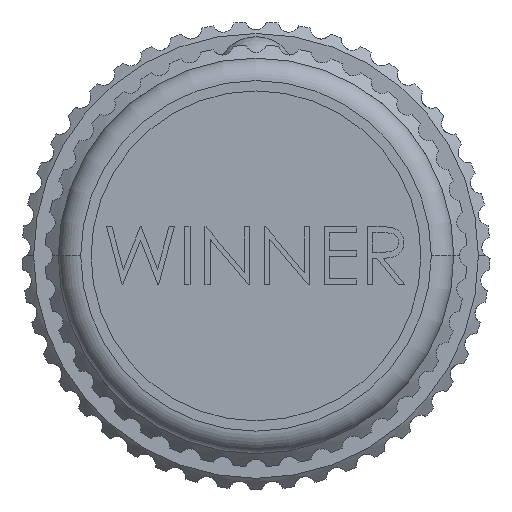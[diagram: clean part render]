
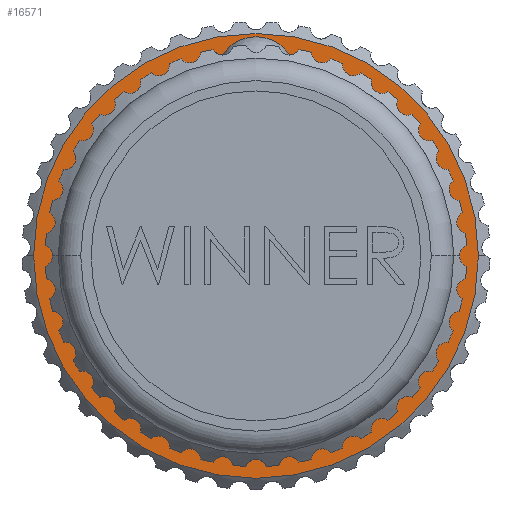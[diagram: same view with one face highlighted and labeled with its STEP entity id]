
A CAD part, left-side view. The second image highlights one B-rep face of the part: STEP entity #16571.
In plain terms, the highlighted planar face has unit normal (-1, 0, 0).
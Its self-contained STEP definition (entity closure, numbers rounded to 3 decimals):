
#188 = DIRECTION ( 'NONE',  ( 0., 1., 0. ) ) ;
#605 = ORIENTED_EDGE ( 'NONE', *, *, #3288, .T. ) ;
#1112 = CARTESIAN_POINT ( 'NONE',  ( -7.9, 4.299, 0.244 ) ) ;
#1227 = B_SPLINE_CURVE_WITH_KNOTS ( 'NONE', 3,
 ( #18995, #5763, #8219, #27337, #21062, #7856, #1546, #10191, #1451, #25196, #14518, #27435, #16751, #10013, #3637, #14715, #12161, #25379, #27154, #14616 ),
 .UNSPECIFIED., .F., .F.,
 ( 4, 2, 2, 2, 2, 2, 2, 2, 2, 4 ),
 ( 0., 0.001, 0.002, 0.002, 0.003, 0.004, 0.005, 0.006, 0.008, 0.009 ),
 .UNSPECIFIED. ) ;
#1309 = CARTESIAN_POINT ( 'NONE',  ( -7.9, 3.573, -2.759 ) ) ;
#1451 = CARTESIAN_POINT ( 'NONE',  ( -7.9, 2.686, 3.205 ) ) ;
#1455 = CARTESIAN_POINT ( 'NONE',  ( -7.9, -4.53, 0.01 ) ) ;
#1546 = CARTESIAN_POINT ( 'NONE',  ( -7.9, 3.307, 2.563 ) ) ;
#1644 = CARTESIAN_POINT ( 'NONE',  ( -7.9, -4.53, -0.552 ) ) ;
#2903 = CARTESIAN_POINT ( 'NONE',  ( -7.9, -15.3, 0. ) ) ;
#3288 = EDGE_CURVE ( 'NONE', #10566, #12916, #19593, .T. ) ;
#3479 = CARTESIAN_POINT ( 'NONE',  ( -7.9, 1.075, -4.575 ) ) ;
#3572 = CARTESIAN_POINT ( 'NONE',  ( -7.9, 4.316, -0.614 ) ) ;
#3637 = CARTESIAN_POINT ( 'NONE',  ( -7.9, -0.33, 4.175 ) ) ;
#3726 = CARTESIAN_POINT ( 'NONE',  ( -7.9, -3.676, 2.352 ) ) ;
#4210 = VERTEX_POINT ( 'NONE', #15397 ) ;
#4517 = CARTESIAN_POINT ( 'NONE',  ( -7.9, 1.075, -4.575 ) ) ;
#4678 = AXIS2_PLACEMENT_3D ( 'NONE', #24614, #22829, #18137 ) ;
#5625 = CARTESIAN_POINT ( 'NONE',  ( -7.9, 3.029, -3.422 ) ) ;
#5630 = DIRECTION ( 'NONE',  ( 0., 0., 1. ) ) ;
#5684 = CARTESIAN_POINT ( 'NONE',  ( -7.9, -2.899, 3.158 ) ) ;
#5748 = ORIENTED_EDGE ( 'NONE', *, *, #18852, .F. ) ;
#5763 = CARTESIAN_POINT ( 'NONE',  ( -7.9, 4.088, 1.16 ) ) ;
#5804 = CARTESIAN_POINT ( 'NONE',  ( -7.9, 0., 0. ) ) ;
#5956 = CARTESIAN_POINT ( 'NONE',  ( -7.9, -4.153, -2.195 ) ) ;
#6526 = AXIS2_PLACEMENT_3D ( 'NONE', #5804, #9853, #5630 ) ;
#6634 = FACE_OUTER_BOUND ( 'NONE', #12410, .T. ) ;
#7433 = EDGE_CURVE ( 'NONE', #26550, #12487, #1227, .T. ) ;
#7856 = CARTESIAN_POINT ( 'NONE',  ( -7.9, 3.419, 2.42 ) ) ;
#8219 = CARTESIAN_POINT ( 'NONE',  ( -7.9, 3.96, 1.498 ) ) ;
#9269 = ORIENTED_EDGE ( 'NONE', *, *, #7433, .T. ) ;
#9850 = CARTESIAN_POINT ( 'NONE',  ( -7.9, 4.181, 0.81 ) ) ;
#9853 = DIRECTION ( 'NONE',  ( -1., 0., 0. ) ) ;
#10013 = CARTESIAN_POINT ( 'NONE',  ( -7.9, 0.034, 4.182 ) ) ;
#10040 = DIRECTION ( 'NONE',  ( -1., 0., 0. ) ) ;
#10111 = CARTESIAN_POINT ( 'NONE',  ( -7.9, -2.667, 3.32 ) ) ;
#10129 = DIRECTION ( 'NONE',  ( 0., -1., 0. ) ) ;
#10191 = CARTESIAN_POINT ( 'NONE',  ( -7.9, 2.951, 2.968 ) ) ;
#10566 = VERTEX_POINT ( 'NONE', #2903 ) ;
#11953 = CARTESIAN_POINT ( 'NONE',  ( -7.9, 15.3, 0. ) ) ;
#12112 = CARTESIAN_POINT ( 'NONE',  ( -7.9, 2.367, -3.971 ) ) ;
#12161 = CARTESIAN_POINT ( 'NONE',  ( -7.9, -1.39, 3.976 ) ) ;
#12169 = CARTESIAN_POINT ( 'NONE',  ( -7.9, -2.667, 3.32 ) ) ;
#12287 = CARTESIAN_POINT ( 'NONE',  ( -7.9, 1.352, -4.492 ) ) ;
#12410 = EDGE_LOOP ( 'NONE', ( #15137, #605 ) ) ;
#12487 = VERTEX_POINT ( 'NONE', #10111 ) ;
#12893 = DIRECTION ( 'NONE',  ( -1., 0., 0. ) ) ;
#12916 = VERTEX_POINT ( 'NONE', #11953 ) ;
#13094 = CARTESIAN_POINT ( 'NONE',  ( -7.9, 5.05, 0. ) ) ;
#13337 = VERTEX_POINT ( 'NONE', #4517 ) ;
#14018 = CARTESIAN_POINT ( 'NONE',  ( -7.9, 4.329, -0.33 ) ) ;
#14110 = CARTESIAN_POINT ( 'NONE',  ( -7.9, 2.123, -4.124 ) ) ;
#14129 = EDGE_CURVE ( 'NONE', #12916, #10566, #21500, .T. ) ;
#14174 = CARTESIAN_POINT ( 'NONE',  ( -7.9, -4.399, 0.838 ) ) ;
#14197 = CARTESIAN_POINT ( 'NONE',  ( -7.9, 3.404, -2.994 ) ) ;
#14258 = CARTESIAN_POINT ( 'NONE',  ( -7.9, -3.5, 2.574 ) ) ;
#14439 = CARTESIAN_POINT ( 'NONE',  ( -7.9, -4.504, 0.288 ) ) ;
#14518 = CARTESIAN_POINT ( 'NONE',  ( -7.9, 1.773, 3.779 ) ) ;
#14526 = CARTESIAN_POINT ( 'NONE',  ( -7.9, -4.11, 1.632 ) ) ;
#14616 = CARTESIAN_POINT ( 'NONE',  ( -7.9, -2.667, 3.32 ) ) ;
#14715 = CARTESIAN_POINT ( 'NONE',  ( -7.9, -1.046, 4.071 ) ) ;
#15137 = ORIENTED_EDGE ( 'NONE', *, *, #14129, .T. ) ;
#15368 = CIRCLE ( 'NONE', #6526, 4.7 ) ;
#15397 = CARTESIAN_POINT ( 'NONE',  ( -7.9, -3.861, -2.68 ) ) ;
#16388 = FACE_BOUND ( 'NONE', #18265, .T. ) ;
#16428 = CARTESIAN_POINT ( 'NONE',  ( -7.9, 3.98, -2.003 ) ) ;
#16510 = CARTESIAN_POINT ( 'NONE',  ( -7.9, 2.822, -3.618 ) ) ;
#16571 = ADVANCED_FACE ( 'NONE', ( #6634, #16388 ), #25635, .T. ) ;
#16662 = CARTESIAN_POINT ( 'NONE',  ( -7.9, -4.504, -0.835 ) ) ;
#16751 = CARTESIAN_POINT ( 'NONE',  ( -7.9, 0.746, 4.108 ) ) ;
#16902 = EDGE_CURVE ( 'NONE', #13337, #26550, #24650, .T. ) ;
#16944 = ORIENTED_EDGE ( 'NONE', *, *, #16902, .T. ) ;
#18137 = DIRECTION ( 'NONE',  ( 0., -1., 0. ) ) ;
#18265 = EDGE_LOOP ( 'NONE', ( #9269, #23283, #5748, #16944 ) ) ;
#18567 = CARTESIAN_POINT ( 'NONE',  ( -7.9, 4.255, 0.531 ) ) ;
#18806 = CARTESIAN_POINT ( 'NONE',  ( -7.9, -4.354, -1.659 ) ) ;
#18852 = EDGE_CURVE ( 'NONE', #13337, #4210, #15368, .T. ) ;
#18995 = CARTESIAN_POINT ( 'NONE',  ( -7.9, 4.181, 0.81 ) ) ;
#19222 = AXIS2_PLACEMENT_3D ( 'NONE', #22877, #10040, #10129 ) ;
#19569 = EDGE_CURVE ( 'NONE', #12487, #4210, #24464, .T. ) ;
#19593 = CIRCLE ( 'NONE', #4678, 15.3 ) ;
#20538 = CARTESIAN_POINT ( 'NONE',  ( -7.9, 4.168, -1.463 ) ) ;
#20601 = CARTESIAN_POINT ( 'NONE',  ( -7.9, -3.861, -2.68 ) ) ;
#20637 = CARTESIAN_POINT ( 'NONE',  ( -7.9, 3.862, -2.262 ) ) ;
#21062 = CARTESIAN_POINT ( 'NONE',  ( -7.9, 3.621, 2.125 ) ) ;
#21500 = CIRCLE ( 'NONE', #19222, 15.3 ) ;
#22366 = CARTESIAN_POINT ( 'NONE',  ( -7.9, 4.181, 0.81 ) ) ;
#22829 = DIRECTION ( 'NONE',  ( -1., 0., 0. ) ) ;
#22856 = CARTESIAN_POINT ( 'NONE',  ( -7.9, -3.112, 2.976 ) ) ;
#22877 = CARTESIAN_POINT ( 'NONE',  ( -7.9, 0., 0. ) ) ;
#22882 = CARTESIAN_POINT ( 'NONE',  ( -7.9, 1.617, -4.384 ) ) ;
#23283 = ORIENTED_EDGE ( 'NONE', *, *, #19569, .T. ) ;
#24464 = B_SPLINE_CURVE_WITH_KNOTS ( 'NONE', 3,
 ( #12169, #5684, #22856, #14258, #3726, #25009, #14526, #27159, #14174, #14439, #1455, #1644, #16662, #18806, #5956, #20601 ),
 .UNSPECIFIED., .F., .F.,
 ( 4, 2, 2, 2, 2, 2, 2, 4 ),
 ( 0., 0.001, 0.002, 0.003, 0.003, 0.004, 0.005, 0.007 ),
 .UNSPECIFIED. ) ;
#24614 = CARTESIAN_POINT ( 'NONE',  ( -7.9, 0., 0. ) ) ;
#24650 = B_SPLINE_CURVE_WITH_KNOTS ( 'NONE', 3,
 ( #3479, #12287, #22882, #14110, #12112, #16510, #5625, #14197, #1309, #20637, #16428, #20538, #24768, #3572, #14018, #1112, #18567, #9850 ),
 .UNSPECIFIED., .F., .F.,
 ( 4, 2, 2, 2, 2, 2, 2, 2, 4 ),
 ( 0., 0.001, 0.002, 0.003, 0.003, 0.004, 0.005, 0.006, 0.007 ),
 .UNSPECIFIED. ) ;
#24768 = CARTESIAN_POINT ( 'NONE',  ( -7.9, 4.236, -1.18 ) ) ;
#25009 = CARTESIAN_POINT ( 'NONE',  ( -7.9, -3.982, 1.88 ) ) ;
#25196 = CARTESIAN_POINT ( 'NONE',  ( -7.9, 2.097, 3.611 ) ) ;
#25379 = CARTESIAN_POINT ( 'NONE',  ( -7.9, -2.053, 3.706 ) ) ;
#25635 = PLANE ( 'NONE',  #26610 ) ;
#26550 = VERTEX_POINT ( 'NONE', #22366 ) ;
#26610 = AXIS2_PLACEMENT_3D ( 'NONE', #13094, #12893, #188 ) ;
#27154 = CARTESIAN_POINT ( 'NONE',  ( -7.9, -2.37, 3.527 ) ) ;
#27159 = CARTESIAN_POINT ( 'NONE',  ( -7.9, -4.319, 1.112 ) ) ;
#27337 = CARTESIAN_POINT ( 'NONE',  ( -7.9, 3.712, 1.972 ) ) ;
#27435 = CARTESIAN_POINT ( 'NONE',  ( -7.9, 1.094, 4.028 ) ) ;
